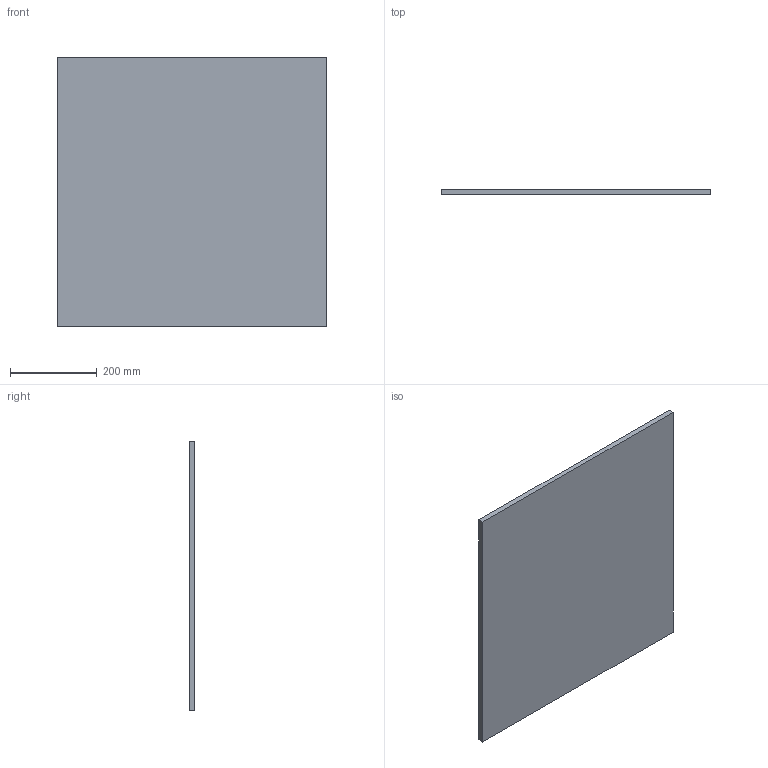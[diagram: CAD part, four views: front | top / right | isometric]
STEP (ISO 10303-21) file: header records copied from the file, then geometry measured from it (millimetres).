
FILE_DESCRIPTION (( 'STEP AP214' ), '1' );
FILE_NAME ('PL_IP54_625.STEP', '2024-08-26T12:03:03', ( '' ), ( '' ), 'SwSTEP 2.0', 'SolidWorks 2022', '' );
FILE_SCHEMA (( 'AUTOMOTIVE_DESIGN' ));
Length unit declared in the file: millimetre
Products named in the file (1): PL_IP54_625
Bounding box: 620 x 12.6 x 620 mm (x, y, z)
Volume: 4518540 mm3; surface area: 1456688 mm2
Topology: 2 solids, 2 shells, 17 faces, 36 edges, 24 vertices
Faces by surface type: plane 17
Entity records: 493 total; most frequent: CARTESIAN_POINT 78, DIRECTION 72, ORIENTED_EDGE 72, VECTOR 36, LINE 36, EDGE_CURVE 36, VERTEX_POINT 24, AXIS2_PLACEMENT_3D 18
